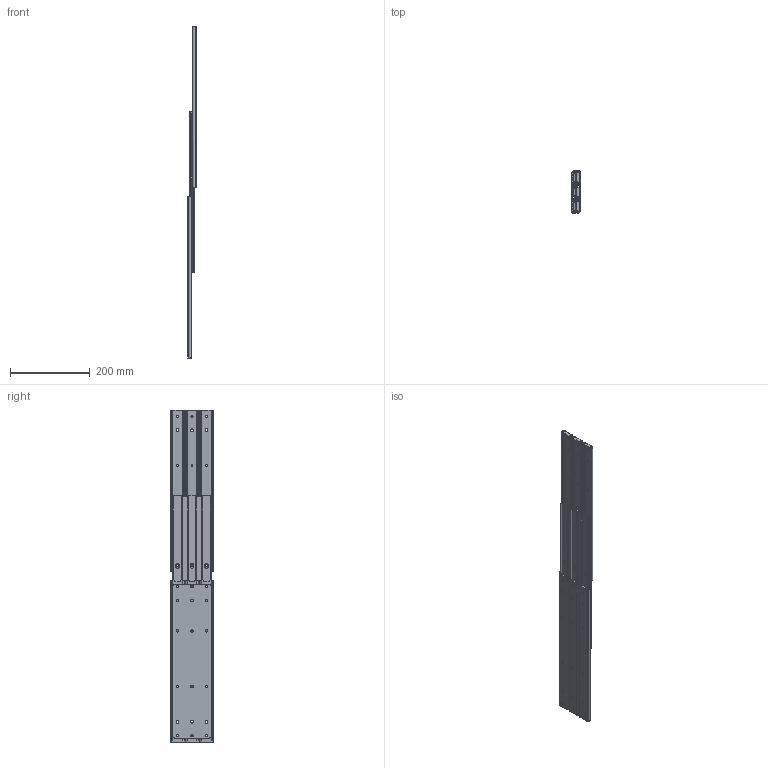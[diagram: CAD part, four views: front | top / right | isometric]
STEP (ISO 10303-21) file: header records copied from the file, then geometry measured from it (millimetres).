
FILE_DESCRIPTION (( 'STEP AP203' ), '1' );
FILE_NAME ('3553-16.step', '2021-03-05T06:27:16', ( '' ), ( '' ), 'SwSTEP 2.0', 'SolidWorks 2019', '' );
FILE_SCHEMA (( 'CONFIG_CONTROL_DESIGN' ));
Length unit declared in the file: millimetre
Products named in the file (5): OM-継板 ; IM-継板; IM-3553-16 ; 3553-16; OM-3553-16 
Assembly tree (15 placements, depth 2):
  3553-16
    OM-3553-16   x6
    OM-継板   x2
    IM-3553-16   x6
    IM-継板
Bounding box: 23.8 x 107.5 x 834.1 mm (x, y, z)
Volume: 475980.1 mm3; surface area: 629382 mm2
Topology: 15 solids, 15 shells, 837 faces, 2409 edges, 1602 vertices
Faces by surface type: cylinder 453, plane 384
Entity records: 8742 total; most frequent: CARTESIAN_POINT 1524, DIRECTION 1395, ORIENTED_EDGE 1310, EDGE_CURVE 655, AXIS2_PLACEMENT_3D 511, VERTEX_POINT 436, VECTOR 373, LINE 373
